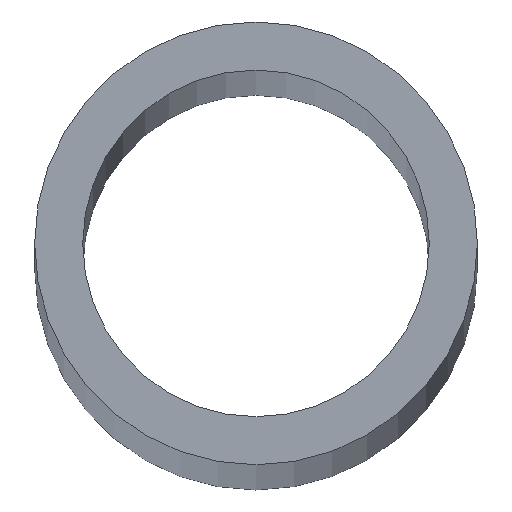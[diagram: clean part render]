
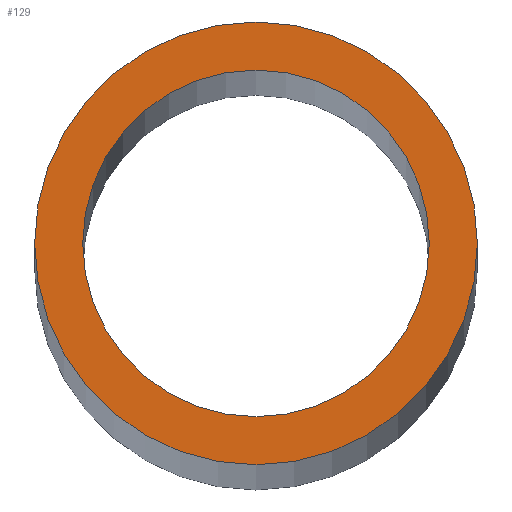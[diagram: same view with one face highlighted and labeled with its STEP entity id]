
A CAD part, top view. The second image highlights one B-rep face of the part: STEP entity #129.
In plain terms, the highlighted planar face has unit normal (0, 0, 1).
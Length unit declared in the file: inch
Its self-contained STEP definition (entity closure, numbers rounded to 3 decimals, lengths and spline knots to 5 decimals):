
#10 = DIRECTION ( 'NONE',  ( 0., 0., 1. ) ) ;
#13 = CARTESIAN_POINT ( 'NONE',  ( 0., 0., 216. ) ) ;
#18 = CARTESIAN_POINT ( 'NONE',  ( 0., 0., 216. ) ) ;
#28 = DIRECTION ( 'NONE',  ( 0., 0., 1. ) ) ;
#30 = CARTESIAN_POINT ( 'NONE',  ( -2.591, 0., 216. ) ) ;
#32 = CARTESIAN_POINT ( 'NONE',  ( 3.31, 0., 216. ) ) ;
#35 = AXIS2_PLACEMENT_3D ( 'NONE', #13, #10, #119 ) ;
#38 = ORIENTED_EDGE ( 'NONE', *, *, #252, .T. ) ;
#39 = AXIS2_PLACEMENT_3D ( 'NONE', #72, #237, #51 ) ;
#46 = CARTESIAN_POINT ( 'NONE',  ( 0., 0., 216. ) ) ;
#51 = DIRECTION ( 'NONE',  ( 1., 0., 0. ) ) ;
#60 = EDGE_CURVE ( 'NONE', #122, #61, #168, .T. ) ;
#61 = VERTEX_POINT ( 'NONE', #30 ) ;
#63 = VERTEX_POINT ( 'NONE', #164 ) ;
#68 = CIRCLE ( 'NONE', #75, 3.31 ) ;
#72 = CARTESIAN_POINT ( 'NONE',  ( 0., 0., 216. ) ) ;
#75 = AXIS2_PLACEMENT_3D ( 'NONE', #18, #171, #81 ) ;
#78 = EDGE_LOOP ( 'NONE', ( #38, #85 ) ) ;
#80 = FACE_OUTER_BOUND ( 'NONE', #78, .T. ) ;
#81 = DIRECTION ( 'NONE',  ( 1., 0., 0. ) ) ;
#85 = ORIENTED_EDGE ( 'NONE', *, *, #224, .T. ) ;
#113 = DIRECTION ( 'NONE',  ( 1., 0., 0. ) ) ;
#119 = DIRECTION ( 'NONE',  ( 1., 0., 0. ) ) ;
#122 = VERTEX_POINT ( 'NONE', #125 ) ;
#125 = CARTESIAN_POINT ( 'NONE',  ( 2.591, 0., 216. ) ) ;
#129 = ADVANCED_FACE ( 'NONE', ( #80, #163 ), #244, .T. ) ;
#137 = ORIENTED_EDGE ( 'NONE', *, *, #218, .F. ) ;
#163 = FACE_BOUND ( 'NONE', #166, .T. ) ;
#164 = CARTESIAN_POINT ( 'NONE',  ( -3.31, 0., 216. ) ) ;
#166 = EDGE_LOOP ( 'NONE', ( #137, #176 ) ) ;
#168 = CIRCLE ( 'NONE', #35, 2.591 ) ;
#171 = DIRECTION ( 'NONE',  ( 0., 0., 1. ) ) ;
#176 = ORIENTED_EDGE ( 'NONE', *, *, #60, .F. ) ;
#182 = AXIS2_PLACEMENT_3D ( 'NONE', #46, #28, #113 ) ;
#188 = CIRCLE ( 'NONE', #39, 2.591 ) ;
#199 = VERTEX_POINT ( 'NONE', #32 ) ;
#203 = DIRECTION ( 'NONE',  ( 0., 0., 1. ) ) ;
#204 = CARTESIAN_POINT ( 'NONE',  ( 0., 0., 216. ) ) ;
#215 = AXIS2_PLACEMENT_3D ( 'NONE', #204, #203, #247 ) ;
#218 = EDGE_CURVE ( 'NONE', #61, #122, #188, .T. ) ;
#219 = CIRCLE ( 'NONE', #215, 3.31 ) ;
#224 = EDGE_CURVE ( 'NONE', #199, #63, #68, .T. ) ;
#237 = DIRECTION ( 'NONE',  ( 0., 0., 1. ) ) ;
#244 = PLANE ( 'NONE',  #182 ) ;
#247 = DIRECTION ( 'NONE',  ( 1., 0., 0. ) ) ;
#252 = EDGE_CURVE ( 'NONE', #63, #199, #219, .T. ) ;
